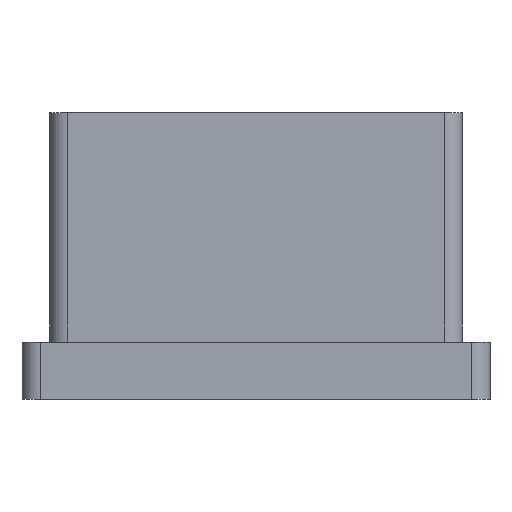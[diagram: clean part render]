
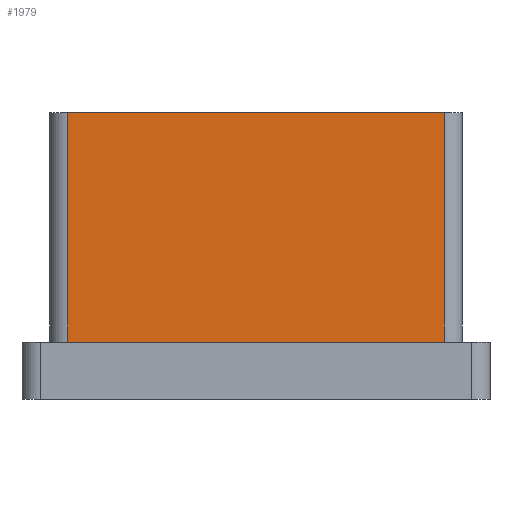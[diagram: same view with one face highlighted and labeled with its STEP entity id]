
A CAD part, front view. The second image highlights one B-rep face of the part: STEP entity #1979.
In plain terms, the highlighted planar face has unit normal (0, -1, 0).
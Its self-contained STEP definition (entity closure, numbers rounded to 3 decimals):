
#131=PLANE('',#2110);
#180=FACE_OUTER_BOUND('',#292,.T.);
#292=EDGE_LOOP('',(#1363,#1364,#1365,#1366));
#433=LINE('',#2798,#606);
#434=LINE('',#2800,#607);
#435=LINE('',#2802,#608);
#436=LINE('',#2803,#609);
#606=VECTOR('',#2307,10.414);
#607=VECTOR('',#2308,6.35);
#608=VECTOR('',#2309,10.414);
#609=VECTOR('',#2310,6.35);
#848=VERTEX_POINT('',#2796);
#849=VERTEX_POINT('',#2797);
#850=VERTEX_POINT('',#2799);
#851=VERTEX_POINT('',#2801);
#1055=EDGE_CURVE('',#848,#849,#433,.T.);
#1056=EDGE_CURVE('',#848,#850,#434,.T.);
#1057=EDGE_CURVE('',#850,#851,#435,.T.);
#1058=EDGE_CURVE('',#851,#849,#436,.T.);
#1363=ORIENTED_EDGE('',*,*,#1055,.F.);
#1364=ORIENTED_EDGE('',*,*,#1056,.T.);
#1365=ORIENTED_EDGE('',*,*,#1057,.T.);
#1366=ORIENTED_EDGE('',*,*,#1058,.T.);
#1979=ADVANCED_FACE('',(#180),#131,.T.);
#2110=AXIS2_PLACEMENT_3D('',#2795,#2305,#2306);
#2305=DIRECTION('center_axis',(0.,-1.,0.));
#2306=DIRECTION('ref_axis',(0.,0.,-1.));
#2307=DIRECTION('',(1.,0.,0.));
#2308=DIRECTION('',(0.,0.,-1.));
#2309=DIRECTION('',(1.,0.,0.));
#2310=DIRECTION('',(0.,0.,1.));
#2795=CARTESIAN_POINT('Origin',(-5.715,-5.715,-4.572));
#2796=CARTESIAN_POINT('',(-5.207,-5.715,1.778));
#2797=CARTESIAN_POINT('',(5.207,-5.715,1.778));
#2798=CARTESIAN_POINT('',(-5.207,-5.715,1.778));
#2799=CARTESIAN_POINT('',(-5.207,-5.715,-4.572));
#2800=CARTESIAN_POINT('',(-5.207,-5.715,1.778));
#2801=CARTESIAN_POINT('',(5.207,-5.715,-4.572));
#2802=CARTESIAN_POINT('',(-5.207,-5.715,-4.572));
#2803=CARTESIAN_POINT('',(5.207,-5.715,-4.572));
